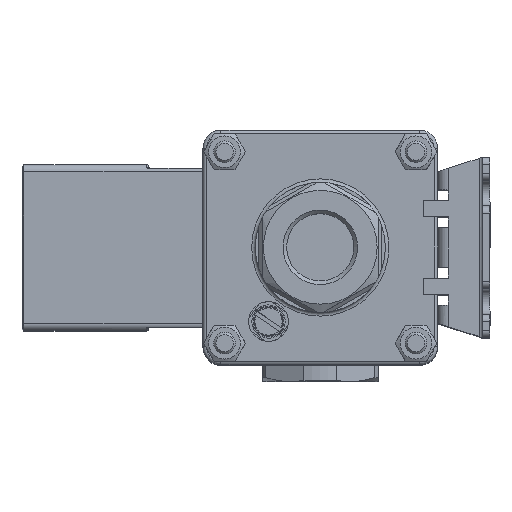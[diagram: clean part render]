
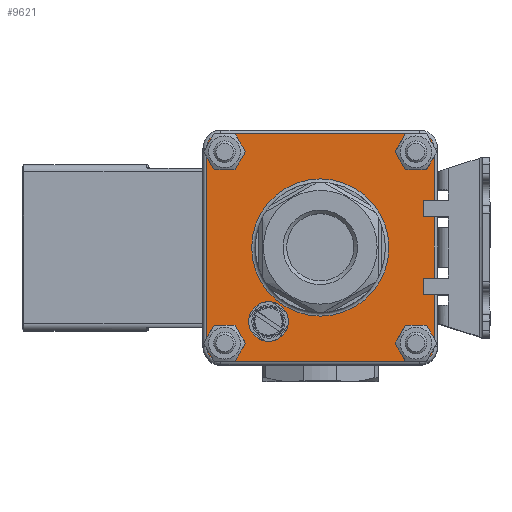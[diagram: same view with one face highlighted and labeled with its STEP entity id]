
A CAD part, top view. The second image highlights one B-rep face of the part: STEP entity #9621.
In plain terms, the highlighted planar face has unit normal (0, 0, 1).
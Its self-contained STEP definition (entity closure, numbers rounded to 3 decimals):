
#326=FACE_BOUND('',#1376,.T.);
#327=FACE_BOUND('',#1377,.T.);
#328=FACE_BOUND('',#1378,.T.);
#329=FACE_BOUND('',#1379,.T.);
#330=FACE_BOUND('',#1380,.T.);
#331=FACE_BOUND('',#1381,.T.);
#404=PLANE('',#10291);
#834=FACE_OUTER_BOUND('',#1375,.T.);
#1375=EDGE_LOOP('',(#6431,#6432,#6433,#6434,#6435,#6436,#6437,#6438,#6439,
#6440,#6441,#6442,#6443,#6444,#6445,#6446));
#1376=EDGE_LOOP('',(#6447));
#1377=EDGE_LOOP('',(#6448));
#1378=EDGE_LOOP('',(#6449));
#1379=EDGE_LOOP('',(#6450));
#1380=EDGE_LOOP('',(#6451));
#1381=EDGE_LOOP('',(#6452));
#1965=CIRCLE('',#10292,4.);
#1966=CIRCLE('',#10293,4.);
#1967=CIRCLE('',#10294,4.);
#1968=CIRCLE('',#10295,4.);
#1969=CIRCLE('',#10296,19.);
#1970=CIRCLE('',#10297,5.5);
#1971=CIRCLE('',#10298,4.4);
#1972=CIRCLE('',#10299,4.4);
#1973=CIRCLE('',#10300,4.4);
#1974=CIRCLE('',#10301,4.4);
#2421=LINE('',#14290,#3128);
#2423=LINE('',#14294,#3130);
#2425=LINE('',#14297,#3132);
#2430=LINE('',#14307,#3137);
#2432=LINE('',#14311,#3139);
#2434=LINE('',#14314,#3141);
#2438=LINE('',#14324,#3145);
#2439=LINE('',#14328,#3146);
#2440=LINE('',#14332,#3147);
#2441=LINE('',#14336,#3148);
#2442=LINE('',#14339,#3149);
#2443=LINE('',#14340,#3150);
#3128=VECTOR('',#11556,10.);
#3130=VECTOR('',#11560,10.);
#3132=VECTOR('',#11564,10.);
#3137=VECTOR('',#11577,10.);
#3139=VECTOR('',#11581,10.);
#3141=VECTOR('',#11585,10.);
#3145=VECTOR('',#11599,10.);
#3146=VECTOR('',#11602,10.);
#3147=VECTOR('',#11605,10.);
#3148=VECTOR('',#11608,10.);
#3149=VECTOR('',#11611,10.);
#3150=VECTOR('',#11612,10.);
#3793=VERTEX_POINT('',#13992);
#3794=VERTEX_POINT('',#13993);
#3807=VERTEX_POINT('',#14019);
#3808=VERTEX_POINT('',#14021);
#3897=VERTEX_POINT('',#14288);
#3898=VERTEX_POINT('',#14292);
#3899=VERTEX_POINT('',#14305);
#3900=VERTEX_POINT('',#14309);
#3901=VERTEX_POINT('',#14323);
#3902=VERTEX_POINT('',#14325);
#3903=VERTEX_POINT('',#14327);
#3904=VERTEX_POINT('',#14329);
#3905=VERTEX_POINT('',#14331);
#3906=VERTEX_POINT('',#14333);
#3907=VERTEX_POINT('',#14335);
#3908=VERTEX_POINT('',#14337);
#3909=VERTEX_POINT('',#14341);
#3910=VERTEX_POINT('',#14343);
#3911=VERTEX_POINT('',#14345);
#3912=VERTEX_POINT('',#14347);
#3913=VERTEX_POINT('',#14349);
#3914=VERTEX_POINT('',#14351);
#4844=EDGE_CURVE('',#3807,#3897,#2421,.T.);
#4846=EDGE_CURVE('',#3897,#3898,#2423,.T.);
#4848=EDGE_CURVE('',#3898,#3808,#2425,.T.);
#4853=EDGE_CURVE('',#3794,#3899,#2430,.T.);
#4855=EDGE_CURVE('',#3899,#3900,#2432,.T.);
#4857=EDGE_CURVE('',#3900,#3793,#2434,.T.);
#4861=EDGE_CURVE('',#3901,#3793,#2438,.T.);
#4862=EDGE_CURVE('',#3902,#3901,#1965,.T.);
#4863=EDGE_CURVE('',#3903,#3902,#2439,.T.);
#4864=EDGE_CURVE('',#3904,#3903,#1966,.T.);
#4865=EDGE_CURVE('',#3905,#3904,#2440,.T.);
#4866=EDGE_CURVE('',#3906,#3905,#1967,.T.);
#4867=EDGE_CURVE('',#3907,#3906,#2441,.T.);
#4868=EDGE_CURVE('',#3908,#3907,#1968,.T.);
#4869=EDGE_CURVE('',#3807,#3908,#2442,.T.);
#4870=EDGE_CURVE('',#3794,#3808,#2443,.T.);
#4871=EDGE_CURVE('',#3909,#3909,#1969,.T.);
#4872=EDGE_CURVE('',#3910,#3910,#1970,.T.);
#4873=EDGE_CURVE('',#3911,#3911,#1971,.T.);
#4874=EDGE_CURVE('',#3912,#3912,#1972,.T.);
#4875=EDGE_CURVE('',#3913,#3913,#1973,.T.);
#4876=EDGE_CURVE('',#3914,#3914,#1974,.T.);
#6431=ORIENTED_EDGE('',*,*,#4853,.T.);
#6432=ORIENTED_EDGE('',*,*,#4855,.T.);
#6433=ORIENTED_EDGE('',*,*,#4857,.T.);
#6434=ORIENTED_EDGE('',*,*,#4861,.F.);
#6435=ORIENTED_EDGE('',*,*,#4862,.F.);
#6436=ORIENTED_EDGE('',*,*,#4863,.F.);
#6437=ORIENTED_EDGE('',*,*,#4864,.F.);
#6438=ORIENTED_EDGE('',*,*,#4865,.F.);
#6439=ORIENTED_EDGE('',*,*,#4866,.F.);
#6440=ORIENTED_EDGE('',*,*,#4867,.F.);
#6441=ORIENTED_EDGE('',*,*,#4868,.F.);
#6442=ORIENTED_EDGE('',*,*,#4869,.F.);
#6443=ORIENTED_EDGE('',*,*,#4844,.T.);
#6444=ORIENTED_EDGE('',*,*,#4846,.T.);
#6445=ORIENTED_EDGE('',*,*,#4848,.T.);
#6446=ORIENTED_EDGE('',*,*,#4870,.F.);
#6447=ORIENTED_EDGE('',*,*,#4871,.F.);
#6448=ORIENTED_EDGE('',*,*,#4872,.T.);
#6449=ORIENTED_EDGE('',*,*,#4873,.T.);
#6450=ORIENTED_EDGE('',*,*,#4874,.T.);
#6451=ORIENTED_EDGE('',*,*,#4875,.T.);
#6452=ORIENTED_EDGE('',*,*,#4876,.T.);
#9621=ADVANCED_FACE('',(#834,#326,#327,#328,#329,#330,#331),#404,.T.);
#10291=AXIS2_PLACEMENT_3D('',#14322,#11597,#11598);
#10292=AXIS2_PLACEMENT_3D('',#14326,#11600,#11601);
#10293=AXIS2_PLACEMENT_3D('',#14330,#11603,#11604);
#10294=AXIS2_PLACEMENT_3D('',#14334,#11606,#11607);
#10295=AXIS2_PLACEMENT_3D('',#14338,#11609,#11610);
#10296=AXIS2_PLACEMENT_3D('',#14342,#11613,#11614);
#10297=AXIS2_PLACEMENT_3D('',#14344,#11615,#11616);
#10298=AXIS2_PLACEMENT_3D('',#14346,#11617,#11618);
#10299=AXIS2_PLACEMENT_3D('',#14348,#11619,#11620);
#10300=AXIS2_PLACEMENT_3D('',#14350,#11621,#11622);
#10301=AXIS2_PLACEMENT_3D('',#14352,#11623,#11624);
#11556=DIRECTION('',(-1.,0.,0.));
#11560=DIRECTION('',(0.,1.,0.));
#11564=DIRECTION('',(1.,0.,0.));
#11577=DIRECTION('',(-1.,0.,0.));
#11581=DIRECTION('',(0.,1.,0.));
#11585=DIRECTION('',(1.,0.,0.));
#11597=DIRECTION('center_axis',(0.,0.,1.));
#11598=DIRECTION('ref_axis',(1.,0.,0.));
#11599=DIRECTION('',(0.,-1.,0.));
#11600=DIRECTION('center_axis',(0.,0.,-1.));
#11601=DIRECTION('ref_axis',(0.707,0.707,0.));
#11602=DIRECTION('',(1.,0.,0.));
#11603=DIRECTION('center_axis',(0.,0.,-1.));
#11604=DIRECTION('ref_axis',(-0.707,0.707,0.));
#11605=DIRECTION('',(0.,1.,0.));
#11606=DIRECTION('center_axis',(0.,0.,-1.));
#11607=DIRECTION('ref_axis',(-0.707,-0.707,0.));
#11608=DIRECTION('',(-1.,0.,0.));
#11609=DIRECTION('center_axis',(0.,0.,-1.));
#11610=DIRECTION('ref_axis',(0.707,-0.707,0.));
#11611=DIRECTION('',(0.,-1.,0.));
#11612=DIRECTION('',(0.,-1.,0.));
#11613=DIRECTION('center_axis',(0.,0.,1.));
#11614=DIRECTION('ref_axis',(-1.,0.,0.));
#11615=DIRECTION('center_axis',(0.,0.,-1.));
#11616=DIRECTION('ref_axis',(1.,0.,0.));
#11617=DIRECTION('center_axis',(0.,0.,-1.));
#11618=DIRECTION('ref_axis',(0.5,0.866,0.));
#11619=DIRECTION('center_axis',(0.,0.,-1.));
#11620=DIRECTION('ref_axis',(-0.5,0.866,0.));
#11621=DIRECTION('center_axis',(0.,0.,-1.));
#11622=DIRECTION('ref_axis',(-0.5,0.866,0.));
#11623=DIRECTION('center_axis',(0.,0.,-1.));
#11624=DIRECTION('ref_axis',(0.5,0.866,0.));
#13992=CARTESIAN_POINT('',(31.5,13.,8.5));
#13993=CARTESIAN_POINT('',(31.5,8.5,8.5));
#14019=CARTESIAN_POINT('',(31.5,-13.,8.5));
#14021=CARTESIAN_POINT('',(31.5,-8.5,8.5));
#14288=CARTESIAN_POINT('',(28.5,-13.,8.5));
#14290=CARTESIAN_POINT('',(17.75,-13.,8.5));
#14292=CARTESIAN_POINT('',(28.5,-8.5,8.5));
#14294=CARTESIAN_POINT('',(28.5,-6.5,8.5));
#14297=CARTESIAN_POINT('',(14.25,-8.5,8.5));
#14305=CARTESIAN_POINT('',(28.5,8.5,8.5));
#14307=CARTESIAN_POINT('',(17.75,8.5,8.5));
#14309=CARTESIAN_POINT('',(28.5,13.,8.5));
#14311=CARTESIAN_POINT('',(28.5,4.25,8.5));
#14314=CARTESIAN_POINT('',(14.25,13.,8.5));
#14322=CARTESIAN_POINT('Origin',(0.,0.,
8.5));
#14323=CARTESIAN_POINT('',(31.5,27.5,8.5));
#14324=CARTESIAN_POINT('',(31.5,16.25,8.5));
#14325=CARTESIAN_POINT('',(27.5,31.5,8.5));
#14326=CARTESIAN_POINT('Origin',(27.5,27.5,8.5));
#14327=CARTESIAN_POINT('',(-27.5,31.5,8.5));
#14328=CARTESIAN_POINT('',(-16.25,31.5,8.5));
#14329=CARTESIAN_POINT('',(-31.5,27.5,8.5));
#14330=CARTESIAN_POINT('Origin',(-27.5,27.5,8.5));
#14331=CARTESIAN_POINT('',(-31.5,-27.5,8.5));
#14332=CARTESIAN_POINT('',(-31.5,-16.25,8.5));
#14333=CARTESIAN_POINT('',(-27.5,-31.5,8.5));
#14334=CARTESIAN_POINT('Origin',(-27.5,-27.5,8.5));
#14335=CARTESIAN_POINT('',(27.5,-31.5,8.5));
#14336=CARTESIAN_POINT('',(16.25,-31.5,8.5));
#14337=CARTESIAN_POINT('',(31.5,-27.5,8.5));
#14338=CARTESIAN_POINT('Origin',(27.5,-27.5,8.5));
#14339=CARTESIAN_POINT('',(31.5,16.25,8.5));
#14340=CARTESIAN_POINT('',(31.5,16.25,8.5));
#14341=CARTESIAN_POINT('',(-19.,0.,8.5));
#14342=CARTESIAN_POINT('Origin',(0.,0.,8.5));
#14343=CARTESIAN_POINT('',(-19.839,-20.479,8.5));
#14344=CARTESIAN_POINT('Origin',(-14.339,-20.479,8.5));
#14345=CARTESIAN_POINT('',(-28.7,22.689,8.5));
#14346=CARTESIAN_POINT('Origin',(-26.5,26.5,8.5));
#14347=CARTESIAN_POINT('',(-24.3,-30.311,8.5));
#14348=CARTESIAN_POINT('Origin',(-26.5,-26.5,8.5));
#14349=CARTESIAN_POINT('',(28.7,-30.311,8.5));
#14350=CARTESIAN_POINT('Origin',(26.5,-26.5,8.5));
#14351=CARTESIAN_POINT('',(24.3,22.689,8.5));
#14352=CARTESIAN_POINT('Origin',(26.5,26.5,8.5));
